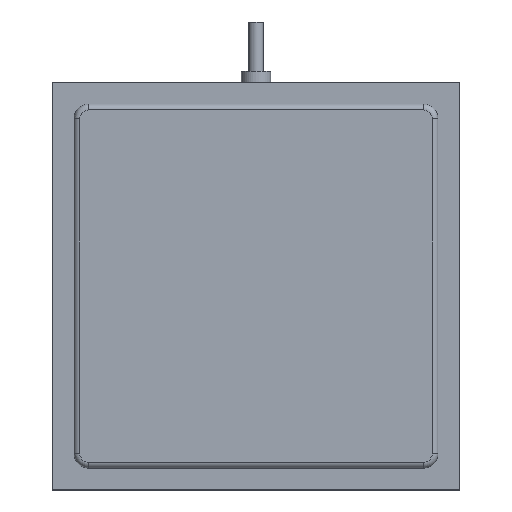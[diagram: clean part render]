
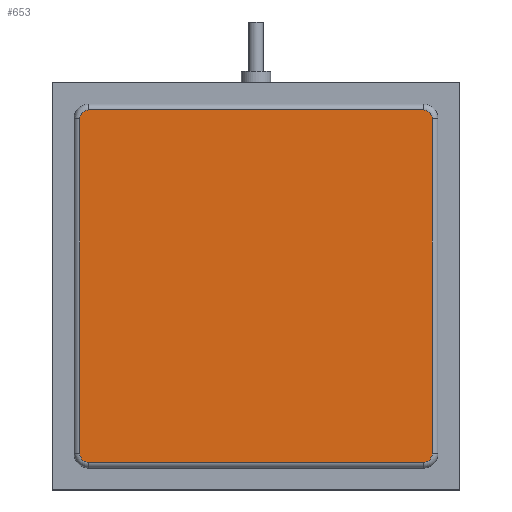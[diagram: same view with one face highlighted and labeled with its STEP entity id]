
A CAD part, top view. The second image highlights one B-rep face of the part: STEP entity #653.
In plain terms, the highlighted planar face has unit normal (0, 0, 1).
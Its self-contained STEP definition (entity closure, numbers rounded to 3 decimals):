
#20=PLANE('',#717);
#47=LINE('',#990,#115);
#51=LINE('',#1007,#119);
#52=LINE('',#1011,#120);
#53=LINE('',#1014,#121);
#115=VECTOR('',#790,10.);
#119=VECTOR('',#810,10.);
#120=VECTOR('',#813,10.);
#121=VECTOR('',#816,10.);
#197=FACE_OUTER_BOUND('',#237,.T.);
#237=EDGE_LOOP('',(#479,#480,#481,#482,#483,#484,#485,#486));
#276=CIRCLE('',#703,0.6);
#282=CIRCLE('',#713,0.6);
#285=CIRCLE('',#718,0.6);
#286=CIRCLE('',#719,0.6);
#302=VERTEX_POINT('',#972);
#303=VERTEX_POINT('',#974);
#308=VERTEX_POINT('',#988);
#311=VERTEX_POINT('',#997);
#313=VERTEX_POINT('',#1006);
#314=VERTEX_POINT('',#1008);
#315=VERTEX_POINT('',#1010);
#316=VERTEX_POINT('',#1012);
#362=EDGE_CURVE('',#302,#303,#276,.T.);
#370=EDGE_CURVE('',#308,#302,#47,.T.);
#374=EDGE_CURVE('',#311,#308,#282,.T.);
#378=EDGE_CURVE('',#313,#311,#51,.T.);
#379=EDGE_CURVE('',#314,#313,#285,.T.);
#380=EDGE_CURVE('',#315,#314,#52,.T.);
#381=EDGE_CURVE('',#316,#315,#286,.T.);
#382=EDGE_CURVE('',#303,#316,#53,.T.);
#479=ORIENTED_EDGE('',*,*,#362,.F.);
#480=ORIENTED_EDGE('',*,*,#370,.F.);
#481=ORIENTED_EDGE('',*,*,#374,.F.);
#482=ORIENTED_EDGE('',*,*,#378,.F.);
#483=ORIENTED_EDGE('',*,*,#379,.F.);
#484=ORIENTED_EDGE('',*,*,#380,.F.);
#485=ORIENTED_EDGE('',*,*,#381,.F.);
#486=ORIENTED_EDGE('',*,*,#382,.F.);
#653=ADVANCED_FACE('',(#197),#20,.T.);
#703=AXIS2_PLACEMENT_3D('',#975,#773,#774);
#713=AXIS2_PLACEMENT_3D('',#999,#799,#800);
#717=AXIS2_PLACEMENT_3D('',#1005,#808,#809);
#718=AXIS2_PLACEMENT_3D('',#1009,#811,#812);
#719=AXIS2_PLACEMENT_3D('',#1013,#814,#815);
#773=DIRECTION('center_axis',(0.,0.,-1.));
#774=DIRECTION('ref_axis',(0.707,0.707,0.));
#790=DIRECTION('',(1.,0.,0.));
#799=DIRECTION('center_axis',(0.,0.,-1.));
#800=DIRECTION('ref_axis',(-0.707,0.707,0.));
#808=DIRECTION('center_axis',(0.,0.,1.));
#809=DIRECTION('ref_axis',(1.,0.,0.));
#810=DIRECTION('',(0.,1.,0.));
#811=DIRECTION('center_axis',(0.,0.,-1.));
#812=DIRECTION('ref_axis',(-0.707,-0.707,0.));
#813=DIRECTION('',(-1.,0.,0.));
#814=DIRECTION('center_axis',(0.,0.,-1.));
#815=DIRECTION('ref_axis',(0.707,-0.707,0.));
#816=DIRECTION('',(0.,-1.,0.));
#972=CARTESIAN_POINT('',(11.5,12.1,3.3));
#974=CARTESIAN_POINT('',(12.1,11.5,3.3));
#975=CARTESIAN_POINT('Origin',(11.5,11.5,3.3));
#988=CARTESIAN_POINT('',(-11.5,12.1,3.3));
#990=CARTESIAN_POINT('',(6.25,12.1,3.3));
#997=CARTESIAN_POINT('',(-12.1,11.5,3.3));
#999=CARTESIAN_POINT('Origin',(-11.5,11.5,3.3));
#1005=CARTESIAN_POINT('Origin',(0.,0.,3.3));
#1006=CARTESIAN_POINT('',(-12.1,-11.5,3.3));
#1007=CARTESIAN_POINT('',(-12.1,6.25,3.3));
#1008=CARTESIAN_POINT('',(-11.5,-12.1,3.3));
#1009=CARTESIAN_POINT('Origin',(-11.5,-11.5,3.3));
#1010=CARTESIAN_POINT('',(11.5,-12.1,3.3));
#1011=CARTESIAN_POINT('',(-6.25,-12.1,3.3));
#1012=CARTESIAN_POINT('',(12.1,-11.5,3.3));
#1013=CARTESIAN_POINT('Origin',(11.5,-11.5,3.3));
#1014=CARTESIAN_POINT('',(12.1,-6.25,3.3));
